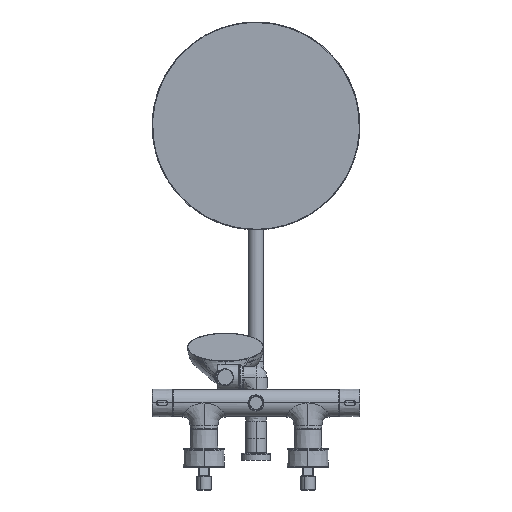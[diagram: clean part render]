
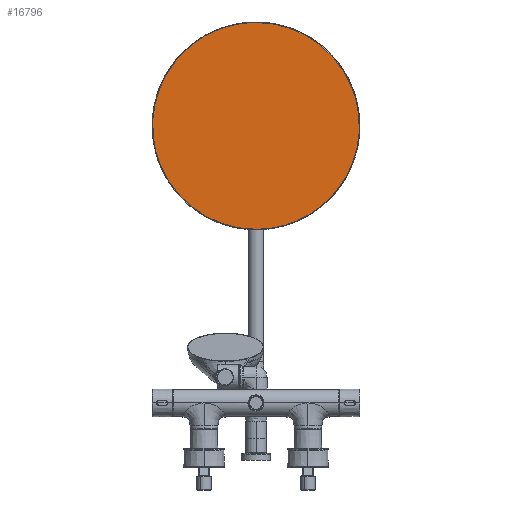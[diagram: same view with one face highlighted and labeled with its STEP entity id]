
A CAD part, front view. The second image highlights one B-rep face of the part: STEP entity #16796.
In plain terms, the highlighted planar face has unit normal (0, -1, 0).
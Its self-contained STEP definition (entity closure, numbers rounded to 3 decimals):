
#1382 = AXIS2_PLACEMENT_3D ( 'NONE', #13819, #22510, #31293 ) ;
#3091 = CARTESIAN_POINT ( 'NONE',  ( 297.745, 1112.297, 547.893 ) ) ;
#4997 = ORIENTED_EDGE ( 'NONE', *, *, #29202, .F. ) ;
#5663 = CARTESIAN_POINT ( 'NONE',  ( -297.093, 1112.297, 549.199 ) ) ;
#5705 =( BOUNDED_CURVE ( )  B_SPLINE_CURVE ( 3, ( #38137, #9043, #38496, #50473 ),
 .UNSPECIFIED., .F., .T. ) 
 B_SPLINE_CURVE_WITH_KNOTS ( ( 4, 4 ),
 ( 0., 0.001 ),
 .UNSPECIFIED. ) 
 CURVE ( )  GEOMETRIC_REPRESENTATION_ITEM ( )  RATIONAL_B_SPLINE_CURVE ( ( 1., 1., 1., 1. ) ) 
 REPRESENTATION_ITEM ( '' )  );
#6403 = CARTESIAN_POINT ( 'NONE',  ( 0.655, 1112.297, 549.197 ) ) ;
#6549 = CARTESIAN_POINT ( 'NONE',  ( 0.655, 1112.297, 549.197 ) ) ;
#7154 = CARTESIAN_POINT ( 'NONE',  ( 297.093, 1112.297, 250.801 ) ) ;
#9043 = CARTESIAN_POINT ( 'NONE',  ( -0.218, 1112.297, 250.801 ) ) ;
#12645 =( BOUNDED_CURVE ( )  B_SPLINE_CURVE ( 3, ( #31076, #35143, #52418, #6403 ),
 .UNSPECIFIED., .F., .T. ) 
 B_SPLINE_CURVE_WITH_KNOTS ( ( 4, 4 ),
 ( 0., 0.001 ),
 .UNSPECIFIED. ) 
 CURVE ( )  GEOMETRIC_REPRESENTATION_ITEM ( )  RATIONAL_B_SPLINE_CURVE ( ( 1., 1., 1., 1. ) ) 
 REPRESENTATION_ITEM ( '' )  );
#13819 = CARTESIAN_POINT ( 'NONE',  ( 0., 1112.297, 400. ) ) ;
#14342 = VERTEX_POINT ( 'NONE', #18642 ) ;
#16796 = ADVANCED_FACE ( 'NONE', ( #49286 ), #51750, .T. ) ;
#17927 = VERTEX_POINT ( 'NONE', #46871 ) ;
#18612 =( BOUNDED_CURVE ( )  B_SPLINE_CURVE ( 3, ( #32364, #3091, #7154, #45396 ),
 .UNSPECIFIED., .F., .F. ) 
 B_SPLINE_CURVE_WITH_KNOTS ( ( 4, 4 ),
 ( 0.001, 1. ),
 .UNSPECIFIED. ) 
 CURVE ( )  GEOMETRIC_REPRESENTATION_ITEM ( )  RATIONAL_B_SPLINE_CURVE ( ( 1., 0.335, 0.335, 1. ) ) 
 REPRESENTATION_ITEM ( '' )  );
#18642 = CARTESIAN_POINT ( 'NONE',  ( 0., 1112.297, 549.199 ) ) ;
#18711 = EDGE_LOOP ( 'NONE', ( #46277, #28215, #41576, #4997 ) ) ;
#22510 = DIRECTION ( 'NONE',  ( 0., -1., 0. ) ) ;
#22568 = VERTEX_POINT ( 'NONE', #6549 ) ;
#25604 = EDGE_CURVE ( 'NONE', #17927, #49296, #5705, .T. ) ;
#26298 = CARTESIAN_POINT ( 'NONE',  ( -297.745, 1112.297, 252.107 ) ) ;
#28215 = ORIENTED_EDGE ( 'NONE', *, *, #30368, .F. ) ;
#29202 = EDGE_CURVE ( 'NONE', #22568, #17927, #18612, .T. ) ;
#29697 =( BOUNDED_CURVE ( )  B_SPLINE_CURVE ( 3, ( #31222, #26298, #5663, #34748 ),
 .UNSPECIFIED., .F., .T. ) 
 B_SPLINE_CURVE_WITH_KNOTS ( ( 4, 4 ),
 ( 0.001, 1. ),
 .UNSPECIFIED. ) 
 CURVE ( )  GEOMETRIC_REPRESENTATION_ITEM ( )  RATIONAL_B_SPLINE_CURVE ( ( 1., 0.335, 0.335, 1. ) ) 
 REPRESENTATION_ITEM ( '' )  );
#30368 = EDGE_CURVE ( 'NONE', #49296, #14342, #29697, .T. ) ;
#31076 = CARTESIAN_POINT ( 'NONE',  ( 0., 1112.297, 549.199 ) ) ;
#31222 = CARTESIAN_POINT ( 'NONE',  ( -0.655, 1112.297, 250.803 ) ) ;
#31293 = DIRECTION ( 'NONE',  ( 0., 0., -1. ) ) ;
#32364 = CARTESIAN_POINT ( 'NONE',  ( 0.655, 1112.297, 549.197 ) ) ;
#34748 = CARTESIAN_POINT ( 'NONE',  ( 0., 1112.297, 549.199 ) ) ;
#35143 = CARTESIAN_POINT ( 'NONE',  ( 0.218, 1112.297, 549.199 ) ) ;
#38137 = CARTESIAN_POINT ( 'NONE',  ( 0., 1112.297, 250.801 ) ) ;
#38496 = CARTESIAN_POINT ( 'NONE',  ( -0.437, 1112.297, 250.802 ) ) ;
#41576 = ORIENTED_EDGE ( 'NONE', *, *, #25604, .F. ) ;
#44999 = EDGE_CURVE ( 'NONE', #14342, #22568, #12645, .T. ) ;
#45396 = CARTESIAN_POINT ( 'NONE',  ( 0., 1112.297, 250.801 ) ) ;
#46277 = ORIENTED_EDGE ( 'NONE', *, *, #44999, .F. ) ;
#46871 = CARTESIAN_POINT ( 'NONE',  ( 0., 1112.297, 250.801 ) ) ;
#48399 = CARTESIAN_POINT ( 'NONE',  ( -0.655, 1112.297, 250.803 ) ) ;
#49286 = FACE_OUTER_BOUND ( 'NONE', #18711, .T. ) ;
#49296 = VERTEX_POINT ( 'NONE', #48399 ) ;
#50473 = CARTESIAN_POINT ( 'NONE',  ( -0.655, 1112.297, 250.803 ) ) ;
#51750 = PLANE ( 'NONE',  #1382 ) ;
#52418 = CARTESIAN_POINT ( 'NONE',  ( 0.437, 1112.297, 549.198 ) ) ;
